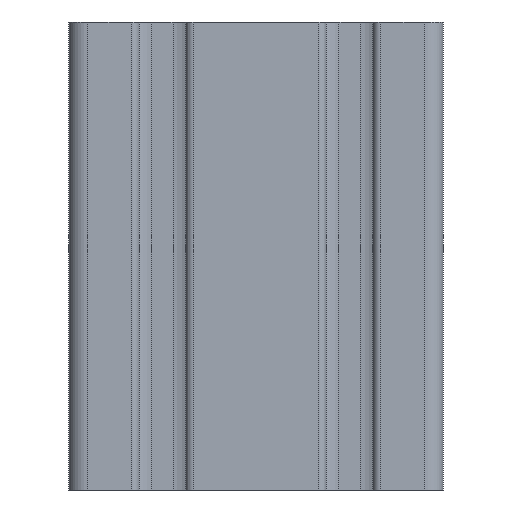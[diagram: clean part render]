
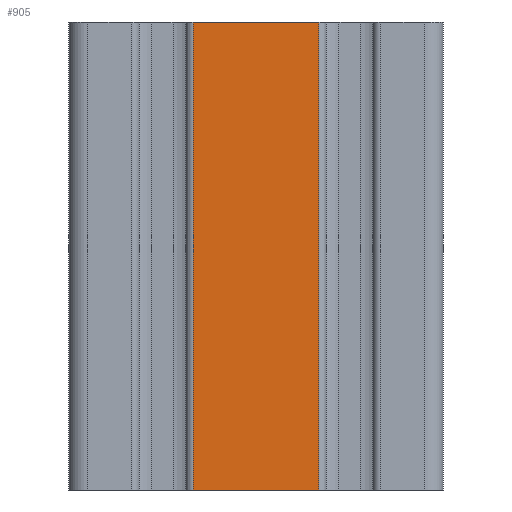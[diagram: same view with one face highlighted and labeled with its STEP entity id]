
A CAD part, left-side view. The second image highlights one B-rep face of the part: STEP entity #905.
In plain terms, the highlighted planar face has unit normal (-1, 0, 0).
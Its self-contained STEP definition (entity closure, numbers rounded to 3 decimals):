
#192 = DIRECTION ( 'NONE',  ( 0., 0., -1. ) ) ;
#228 = DIRECTION ( 'NONE',  ( 0., -1., 0. ) ) ;
#454 = ORIENTED_EDGE ( 'NONE', *, *, #3613, .F. ) ;
#847 = CARTESIAN_POINT ( 'NONE',  ( -20., 6.7, 25. ) ) ;
#905 = ADVANCED_FACE ( 'NONE', ( #1344 ), #2810, .F. ) ;
#980 = VERTEX_POINT ( 'NONE', #847 ) ;
#1028 = VERTEX_POINT ( 'NONE', #4990 ) ;
#1064 = CARTESIAN_POINT ( 'NONE',  ( -20., -6.7, 25. ) ) ;
#1230 = VECTOR ( 'NONE', #1504, 1000. ) ;
#1344 = FACE_OUTER_BOUND ( 'NONE', #6261, .T. ) ;
#1360 = AXIS2_PLACEMENT_3D ( 'NONE', #3291, #4264, #4738 ) ;
#1504 = DIRECTION ( 'NONE',  ( 0., 0., -1. ) ) ;
#1523 = VECTOR ( 'NONE', #228, 1000. ) ;
#1537 = CARTESIAN_POINT ( 'NONE',  ( -20., -6.7, 25. ) ) ;
#1685 = EDGE_CURVE ( 'NONE', #5134, #2427, #3175, .T. ) ;
#2147 = CARTESIAN_POINT ( 'NONE',  ( -20., 6.7, -25. ) ) ;
#2330 = EDGE_CURVE ( 'NONE', #980, #1028, #5886, .T. ) ;
#2427 = VERTEX_POINT ( 'NONE', #4527 ) ;
#2810 = PLANE ( 'NONE',  #1360 ) ;
#2938 = LINE ( 'NONE', #1064, #1230 ) ;
#3076 = CARTESIAN_POINT ( 'NONE',  ( -20., 6.7, 25. ) ) ;
#3094 = ORIENTED_EDGE ( 'NONE', *, *, #3158, .T. ) ;
#3114 = VECTOR ( 'NONE', #4495, 1000. ) ;
#3158 = EDGE_CURVE ( 'NONE', #980, #5134, #3930, .T. ) ;
#3175 = LINE ( 'NONE', #5048, #1523 ) ;
#3291 = CARTESIAN_POINT ( 'NONE',  ( -20., -6.7, 25. ) ) ;
#3408 = ORIENTED_EDGE ( 'NONE', *, *, #2330, .F. ) ;
#3613 = EDGE_CURVE ( 'NONE', #1028, #2427, #2938, .T. ) ;
#3930 = LINE ( 'NONE', #3076, #4024 ) ;
#4024 = VECTOR ( 'NONE', #192, 1000. ) ;
#4264 = DIRECTION ( 'NONE',  ( 1., 0., 0. ) ) ;
#4495 = DIRECTION ( 'NONE',  ( 0., -1., 0. ) ) ;
#4527 = CARTESIAN_POINT ( 'NONE',  ( -20., -6.7, -25. ) ) ;
#4738 = DIRECTION ( 'NONE',  ( 0., 0., -1. ) ) ;
#4990 = CARTESIAN_POINT ( 'NONE',  ( -20., -6.7, 25. ) ) ;
#5048 = CARTESIAN_POINT ( 'NONE',  ( -20., -6.7, -25. ) ) ;
#5134 = VERTEX_POINT ( 'NONE', #2147 ) ;
#5886 = LINE ( 'NONE', #1537, #3114 ) ;
#6061 = ORIENTED_EDGE ( 'NONE', *, *, #1685, .T. ) ;
#6261 = EDGE_LOOP ( 'NONE', ( #6061, #454, #3408, #3094 ) ) ;
